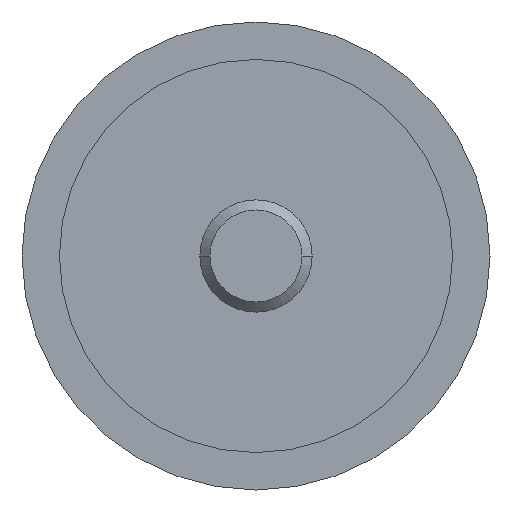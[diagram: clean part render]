
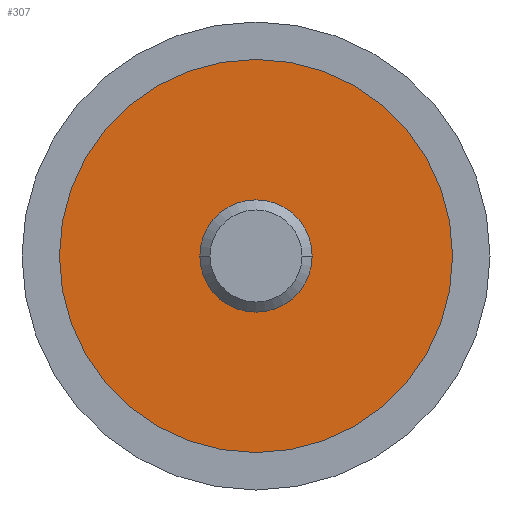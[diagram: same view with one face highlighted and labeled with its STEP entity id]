
A CAD part, front view. The second image highlights one B-rep face of the part: STEP entity #307.
In plain terms, the highlighted planar face has unit normal (0, -1, 0).
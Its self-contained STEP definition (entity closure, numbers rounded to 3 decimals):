
#239=VERTEX_POINT('',#594);
#295=EDGE_CURVE('',#449,#239,#658,.T.);
#307=ADVANCED_FACE('',(#674,#675),#676,.T.);
#311=EDGE_CURVE('',#499,#407,#680,.T.);
#315=EDGE_CURVE('',#239,#449,#685,.T.);
#369=EDGE_CURVE('',#407,#499,#742,.T.);
#407=VERTEX_POINT('',#786);
#449=VERTEX_POINT('',#830);
#499=VERTEX_POINT('',#890);
#594=CARTESIAN_POINT('',(3.0,0.0,0.));
#658=CIRCLE('',#1075,3.0);
#674=FACE_BOUND('',#1094,.T.);
#675=FACE_OUTER_BOUND('',#1095,.T.);
#676=PLANE('',#1096);
#680=CIRCLE('',#1103,10.5);
#685=CIRCLE('',#1109,3.0);
#742=CIRCLE('',#1187,10.5);
#786=CARTESIAN_POINT('',(-10.5,0.0,0.));
#830=CARTESIAN_POINT('',(-3.0,0.0,0.));
#890=CARTESIAN_POINT('',(10.5,0.0,0.0));
#1075=AXIS2_PLACEMENT_3D('',#1560,#1561,#1562);
#1094=EDGE_LOOP('',(#1591,#1592));
#1095=EDGE_LOOP('',(#1593,#1594));
#1096=AXIS2_PLACEMENT_3D('',#1595,#1596,#1597);
#1103=AXIS2_PLACEMENT_3D('',#1599,#1600,#1601);
#1109=AXIS2_PLACEMENT_3D('',#1610,#1611,#1612);
#1187=AXIS2_PLACEMENT_3D('',#1670,#1671,#1672);
#1560=CARTESIAN_POINT('',(0.0,0.0,0.0));
#1561=DIRECTION('',(-0.0,1.0,0.0));
#1562=DIRECTION('',(1.0,0.0,0.0));
#1591=ORIENTED_EDGE('',*,*,#295,.T.);
#1592=ORIENTED_EDGE('',*,*,#315,.T.);
#1593=ORIENTED_EDGE('',*,*,#311,.T.);
#1594=ORIENTED_EDGE('',*,*,#369,.T.);
#1595=CARTESIAN_POINT('',(0.0,0.0,0.0));
#1596=DIRECTION('',(0.0,-1.0,0.0));
#1597=DIRECTION('',(-1.0,0.0,0.0));
#1599=CARTESIAN_POINT('',(0.0,0.0,0.0));
#1600=DIRECTION('',(0.0,-1.0,0.0));
#1601=DIRECTION('',(1.0,0.0,0.0));
#1610=CARTESIAN_POINT('',(0.0,0.0,0.0));
#1611=DIRECTION('',(-0.0,1.0,0.0));
#1612=DIRECTION('',(1.0,0.0,0.0));
#1670=CARTESIAN_POINT('',(0.0,0.0,0.0));
#1671=DIRECTION('',(0.0,-1.0,0.0));
#1672=DIRECTION('',(1.0,0.0,0.0));
